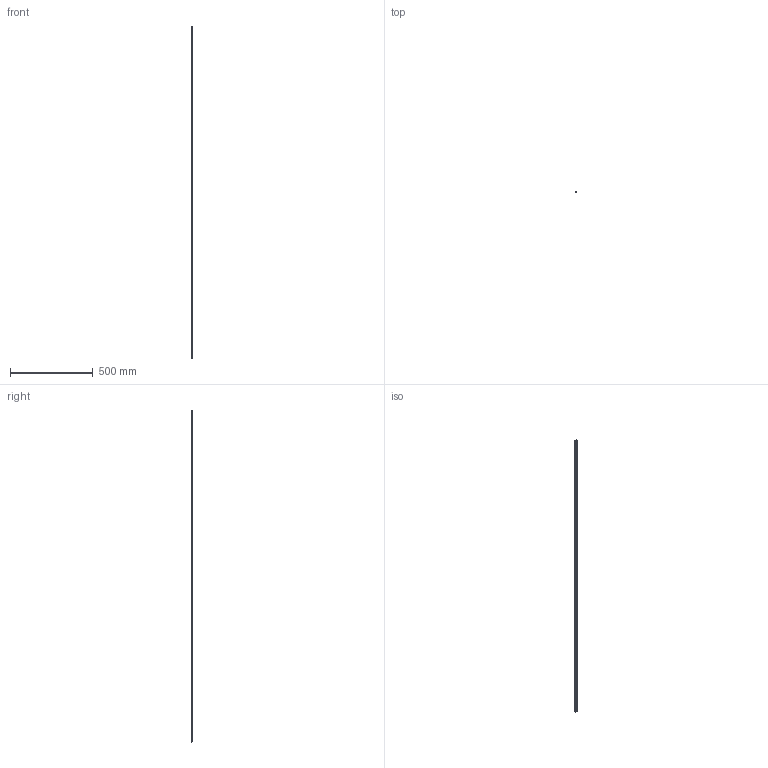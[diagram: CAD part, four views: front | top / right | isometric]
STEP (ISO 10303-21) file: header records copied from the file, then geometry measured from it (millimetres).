
FILE_DESCRIPTION((''),'2;1');
FILE_NAME('12100_PROFIL_AL_POKRIVNI_2M_U10','2022-09-19T07:59:47',('PredragRovcanin'),('Audax d.o.o.'),'CREO PARAMETRIC BY PTC INC, 2020281','CREO PARAMETRIC BY PTC INC, 2020281','');
FILE_SCHEMA(('AP242_MANAGED_MODEL_BASED_3D_ENGINEERING_MIM_LF { 1 0 10303 442 1 1 4 }'));
Length unit declared in the file: millimetre
Products named in the file (1): 12100_PROFIL_AL_POKRIVNI_2M_U10
Bounding box: 11.5 x 7 x 2000 mm (x, y, z)
Volume: 47932.7 mm3; surface area: 98400.6 mm2
Topology: 1 solids, 1 shells, 22 faces, 60 edges, 40 vertices
Faces by surface type: plane 18, cylinder 4
Entity records: 1321 total; most frequent: COLOUR_RGB 319, CARTESIAN_POINT 124, ORIENTED_EDGE 120, DIRECTION 112, PRESENTATION_STYLE_ASSIGNMENT 61, STYLED_ITEM 61, CURVE_STYLE 60, EDGE_CURVE 60
